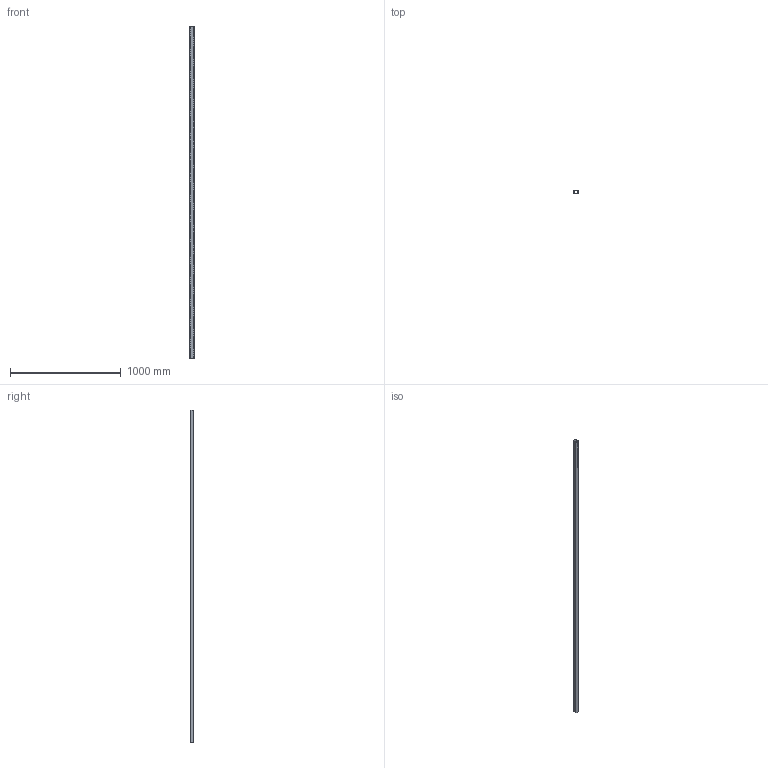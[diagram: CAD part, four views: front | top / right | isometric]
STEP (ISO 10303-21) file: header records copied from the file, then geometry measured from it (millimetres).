
FILE_DESCRIPTION (( 'STEP AP203' ), '1' );
FILE_NAME ('6993.step', '2021-12-22T10:31:13', ( '' ), ( '' ), 'SwSTEP 2.0', 'SolidWorks 2018', '' );
FILE_SCHEMA (( 'CONFIG_CONTROL_DESIGN' ));
Products named in the file (2): 6993
Bounding box: 40 x 30 x 3000 mm (x, y, z)
Volume: 936612.6 mm3; surface area: 753090.2 mm2
Topology: 1 solids, 1 shells, 1797 faces, 4733 edges, 3554 vertices
Faces by surface type: torus 1104, cylinder 508, plane 96, bspline 89
Entity records: 128506 total; most frequent: CARTESIAN_POINT 89581, ORIENTED_EDGE 9466, DIRECTION 4799, EDGE_CURVE 4733, VERTEX_POINT 3554, B_SPLINE_CURVE_WITH_KNOTS 3382, EDGE_LOOP 2415, ADVANCED_FACE 1797
